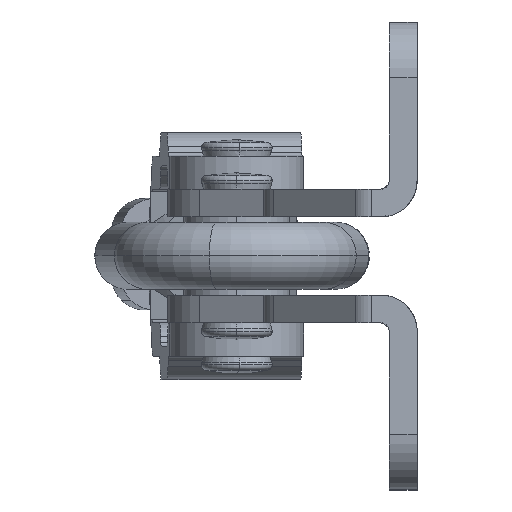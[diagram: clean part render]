
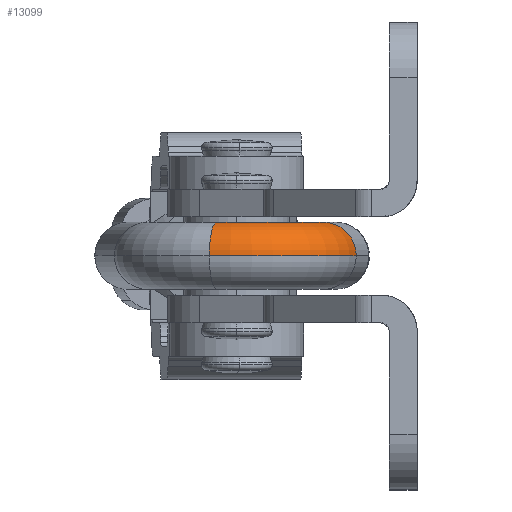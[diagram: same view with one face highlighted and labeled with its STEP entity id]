
A CAD part, left-side view. The second image highlights one B-rep face of the part: STEP entity #13099.
In plain terms, the highlighted toroidal (fillet/blend) face has major radius 8 mm and minor radius 3 mm.
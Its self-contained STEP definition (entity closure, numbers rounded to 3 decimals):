
#12745=CARTESIAN_POINT('',(-96.0,-18.01,0.));
#12746=VERTEX_POINT('',#12745);
#12747=CARTESIAN_POINT('',(-85.,-29.01,0.));
#12748=VERTEX_POINT('',#12747);
#12749=CARTESIAN_POINT('',(-85.0,-18.01,0.));
#12750=DIRECTION('',(0.0,0.0,1.0));
#12751=DIRECTION('',(1.0,0.0,0.0));
#12752=AXIS2_PLACEMENT_3D('',#12749,#12750,#12751);
#12753=CIRCLE('',#12752,11.0);
#12754=EDGE_CURVE('',#12746,#12748,#12753,.T.);
#12756=CARTESIAN_POINT('',(-90.0,-18.01,0.));
#12757=VERTEX_POINT('',#12756);
#12765=CARTESIAN_POINT('',(-85.,-23.01,0.));
#12766=VERTEX_POINT('',#12765);
#12767=CARTESIAN_POINT('',(-85.0,-18.01,0.));
#12768=DIRECTION('',(0.0,0.0,-1.0));
#12769=DIRECTION('',(1.0,0.0,0.0));
#12770=AXIS2_PLACEMENT_3D('',#12767,#12768,#12769);
#12771=CIRCLE('',#12770,5.0);
#12772=EDGE_CURVE('',#12766,#12757,#12771,.T.);
#12865=CARTESIAN_POINT('',(-85.,-26.01,0.0));
#12866=DIRECTION('',(-1.0,0.0,0.0));
#12867=DIRECTION('',(0.0,1.0,0.0));
#12868=AXIS2_PLACEMENT_3D('',#12865,#12866,#12867);
#12869=CIRCLE('',#12868,3.);
#12870=EDGE_CURVE('',#12748,#12766,#12869,.T.);
#13076=CARTESIAN_POINT('',(-93.0,-18.01,0.0));
#13077=DIRECTION('',(0.0,-1.0,0.0));
#13078=DIRECTION('',(-1.0,0.0,0.0));
#13079=AXIS2_PLACEMENT_3D('',#13076,#13077,#13078);
#13080=CIRCLE('',#13079,3.);
#13081=EDGE_CURVE('',#12757,#12746,#13080,.T.);
#13088=CARTESIAN_POINT('',(-85.0,-18.01,0.0));
#13089=DIRECTION('',(0.0,0.0,1.0));
#13090=DIRECTION('',(1.0,0.0,0.0));
#13091=AXIS2_PLACEMENT_3D('',#13088,#13089,#13090);
#13092=TOROIDAL_SURFACE('',#13091,8.0,3.);
#13093=ORIENTED_EDGE('',*,*,#12754,.T.);
#13094=ORIENTED_EDGE('',*,*,#12870,.T.);
#13095=ORIENTED_EDGE('',*,*,#12772,.T.);
#13096=ORIENTED_EDGE('',*,*,#13081,.T.);
#13097=EDGE_LOOP('',(#13093,#13094,#13095,#13096));
#13098=FACE_OUTER_BOUND('',#13097,.T.);
#13099=ADVANCED_FACE('',(#13098),#13092,.T.);
